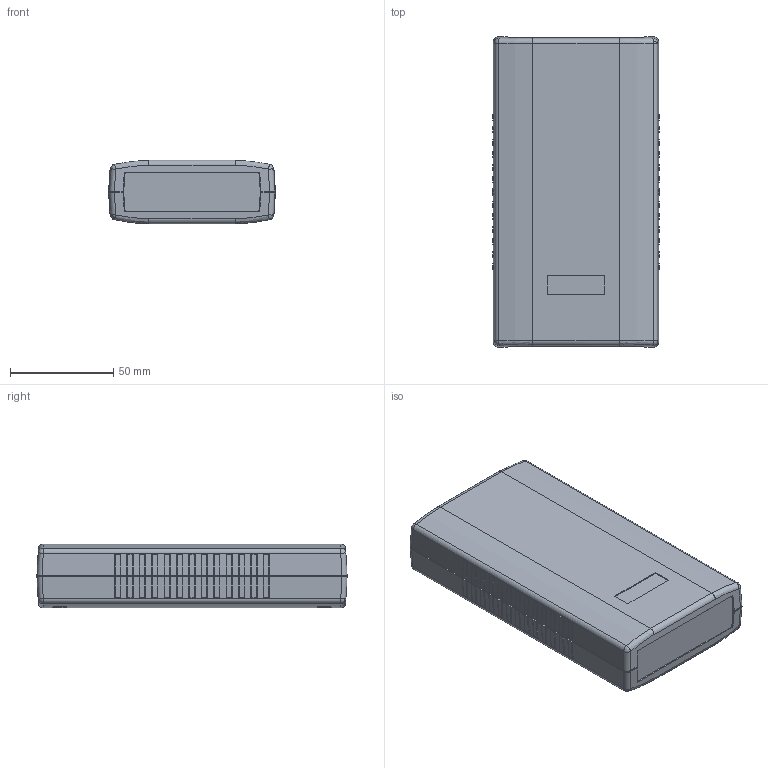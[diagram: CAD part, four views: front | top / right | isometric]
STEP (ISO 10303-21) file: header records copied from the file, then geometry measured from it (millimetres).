
FILE_DESCRIPTION (( 'STEP AP214' ), '1' );
FILE_NAME ('G443 G4143.STEP', '2009-10-29T06:15:30', ( 'NEF User' ), ( 'NEF User' ), 'SwSTEP 2.0', 'SolidWorks 2009', '' );
FILE_SCHEMA (( 'AUTOMOTIVE_DESIGN' ));
Length unit declared in the file: millimetre
Products named in the file (1): G443 G4143
Bounding box: 80.6 x 150 x 30.7 mm (x, y, z)
Volume: 93846.7 mm3; surface area: 81184.6 mm2
Topology: 12 solids, 12 shells, 1103 faces, 2941 edges, 1866 vertices
Faces by surface type: plane 704, cylinder 302, cone 78, sphere 11, bspline 8
Entity records: 35439 total; most frequent: CARTESIAN_POINT 8783, ORIENTED_EDGE 5850, DIRECTION 5164, EDGE_CURVE 2925, VECTOR 1950, LINE 1950, VERTEX_POINT 1866, AXIS2_PLACEMENT_3D 1607
